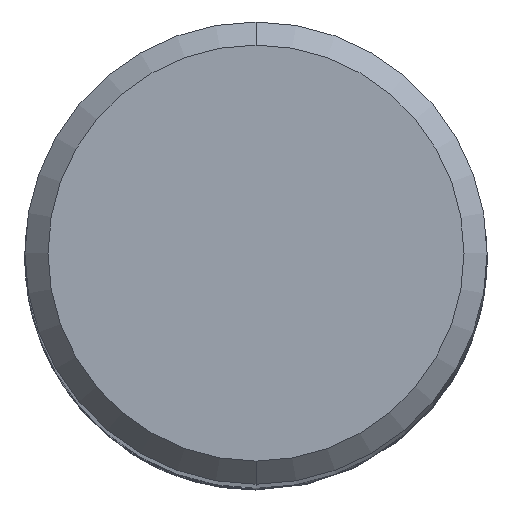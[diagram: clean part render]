
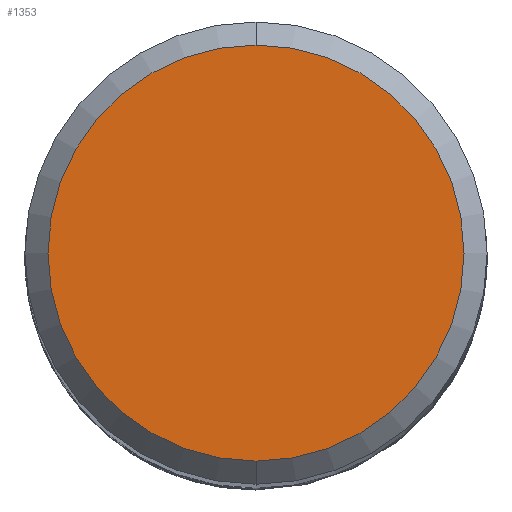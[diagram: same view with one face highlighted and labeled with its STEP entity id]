
A CAD part, top view. The second image highlights one B-rep face of the part: STEP entity #1353.
In plain terms, the highlighted planar face has unit normal (0, 0, 1).
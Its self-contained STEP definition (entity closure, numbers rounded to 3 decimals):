
#1005=VERTEX_POINT('',#2155);
#1009=EDGE_CURVE('',#1005,#1053,#2159,.T.);
#1053=VERTEX_POINT('',#2205);
#1331=EDGE_CURVE('',#1053,#1005,#2511,.T.);
#1353=ADVANCED_FACE('',(#2535),#2536,.T.);
#2155=CARTESIAN_POINT('',(0.,-3.6,0.0));
#2159=CIRCLE('',#8560,3.6);
#2205=CARTESIAN_POINT('',(0.0,3.6,0.0));
#2511=CIRCLE('',#13243,3.6);
#2535=FACE_OUTER_BOUND('',#13326,.T.);
#2536=PLANE('',#13327);
#8560=AXIS2_PLACEMENT_3D('',#16666,#16667,#16668);
#13243=AXIS2_PLACEMENT_3D('',#17042,#17043,#17044);
#13326=EDGE_LOOP('',(#17068,#17069));
#13327=AXIS2_PLACEMENT_3D('',#17070,#17071,#17072);
#16666=CARTESIAN_POINT('',(0.0,0.0,0.0));
#16667=DIRECTION('',(0.0,0.0,-1.0));
#16668=DIRECTION('',(0.0,1.0,0.0));
#17042=CARTESIAN_POINT('',(0.0,0.0,0.0));
#17043=DIRECTION('',(0.0,0.0,-1.0));
#17044=DIRECTION('',(0.0,1.0,0.0));
#17068=ORIENTED_EDGE('',*,*,#1331,.F.);
#17069=ORIENTED_EDGE('',*,*,#1009,.F.);
#17070=CARTESIAN_POINT('',(0.0,1.8,0.0));
#17071=DIRECTION('',(-0.0,0.0,1.0));
#17072=DIRECTION('',(0.0,-1.0,0.0));
